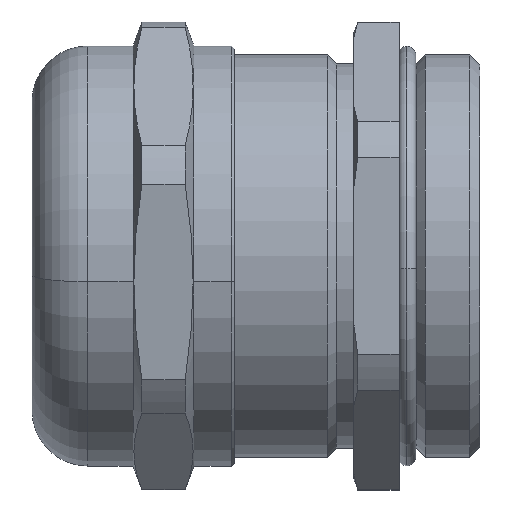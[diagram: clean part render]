
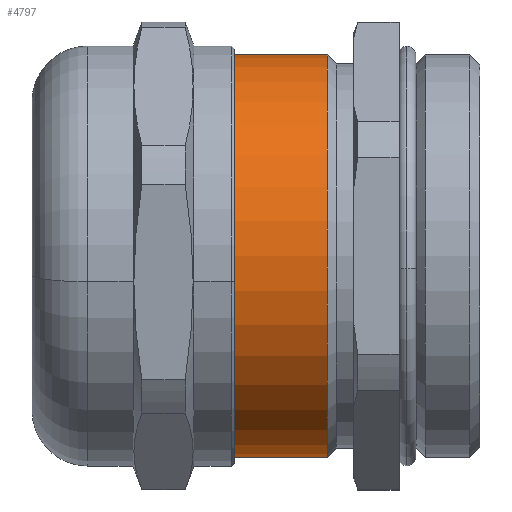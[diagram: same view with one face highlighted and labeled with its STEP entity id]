
A CAD part, top view. The second image highlights one B-rep face of the part: STEP entity #4797.
In plain terms, the highlighted cylindrical face has radius 19.9 mm (diameter 39.8 mm), a partial arc.
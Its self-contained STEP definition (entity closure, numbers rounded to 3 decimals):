
#265 = CIRCLE ( 'NONE', #3625, 19.9 ) ;
#842 = CARTESIAN_POINT ( 'NONE',  ( -15.1, 0., 0. ) ) ;
#865 = VERTEX_POINT ( 'NONE', #12148 ) ;
#930 = FACE_OUTER_BOUND ( 'NONE', #4805, .T. ) ;
#1045 = LINE ( 'NONE', #7836, #8935 ) ;
#1566 = DIRECTION ( 'NONE',  ( 0., 1., 0. ) ) ;
#1863 = DIRECTION ( 'NONE',  ( 0., 1., 0. ) ) ;
#2277 = DIRECTION ( 'NONE',  ( 1., 0., 0. ) ) ;
#3437 = CARTESIAN_POINT ( 'NONE',  ( -24.7, 0., 0. ) ) ;
#3602 = CARTESIAN_POINT ( 'NONE',  ( 0., 0., 0. ) ) ;
#3625 = AXIS2_PLACEMENT_3D ( 'NONE', #3437, #10913, #1566 ) ;
#4430 = ORIENTED_EDGE ( 'NONE', *, *, #6904, .F. ) ;
#4438 = VECTOR ( 'NONE', #2277, 1000. ) ;
#4797 = ADVANCED_FACE ( 'NONE', ( #930 ), #8407, .T. ) ;
#4805 = EDGE_LOOP ( 'NONE', ( #7381, #7273, #4430, #11361 ) ) ;
#4838 = AXIS2_PLACEMENT_3D ( 'NONE', #842, #10299, #8444 ) ;
#5612 = CARTESIAN_POINT ( 'NONE',  ( -24.7, 19.9, 0. ) ) ;
#5673 = CARTESIAN_POINT ( 'NONE',  ( -24.7, -19.9, 0. ) ) ;
#6039 = VERTEX_POINT ( 'NONE', #5612 ) ;
#6904 = EDGE_CURVE ( 'NONE', #10564, #865, #10397, .T. ) ;
#7000 = LINE ( 'NONE', #10793, #4438 ) ;
#7130 = EDGE_CURVE ( 'NONE', #6039, #10564, #7000, .T. ) ;
#7273 = ORIENTED_EDGE ( 'NONE', *, *, #10500, .T. ) ;
#7381 = ORIENTED_EDGE ( 'NONE', *, *, #8241, .T. ) ;
#7836 = CARTESIAN_POINT ( 'NONE',  ( 0., -19.9, 0. ) ) ;
#8241 = EDGE_CURVE ( 'NONE', #6039, #9654, #265, .T. ) ;
#8407 = CYLINDRICAL_SURFACE ( 'NONE', #11665, 19.9 ) ;
#8444 = DIRECTION ( 'NONE',  ( 0., 1., 0. ) ) ;
#8935 = VECTOR ( 'NONE', #10631, 1000. ) ;
#8953 = CARTESIAN_POINT ( 'NONE',  ( -15.1, 19.9, 0. ) ) ;
#9654 = VERTEX_POINT ( 'NONE', #5673 ) ;
#10299 = DIRECTION ( 'NONE',  ( 1., 0., 0. ) ) ;
#10397 = CIRCLE ( 'NONE', #4838, 19.9 ) ;
#10500 = EDGE_CURVE ( 'NONE', #9654, #865, #1045, .T. ) ;
#10564 = VERTEX_POINT ( 'NONE', #8953 ) ;
#10631 = DIRECTION ( 'NONE',  ( 1., 0., 0. ) ) ;
#10793 = CARTESIAN_POINT ( 'NONE',  ( 0., 19.9, 0. ) ) ;
#10913 = DIRECTION ( 'NONE',  ( 1., 0., 0. ) ) ;
#11361 = ORIENTED_EDGE ( 'NONE', *, *, #7130, .F. ) ;
#11665 = AXIS2_PLACEMENT_3D ( 'NONE', #3602, #12188, #1863 ) ;
#12148 = CARTESIAN_POINT ( 'NONE',  ( -15.1, -19.9, 0. ) ) ;
#12188 = DIRECTION ( 'NONE',  ( 1., 0., 0. ) ) ;
